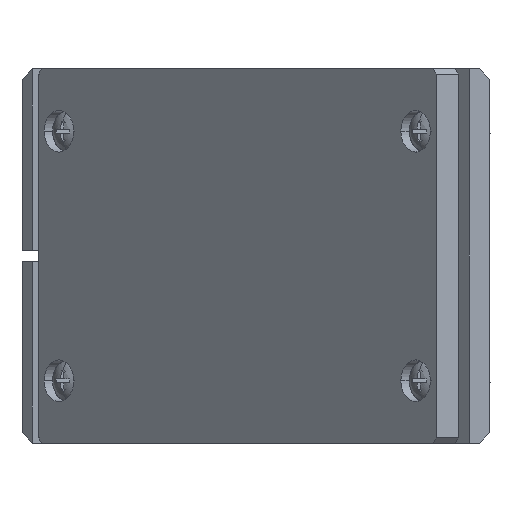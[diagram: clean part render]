
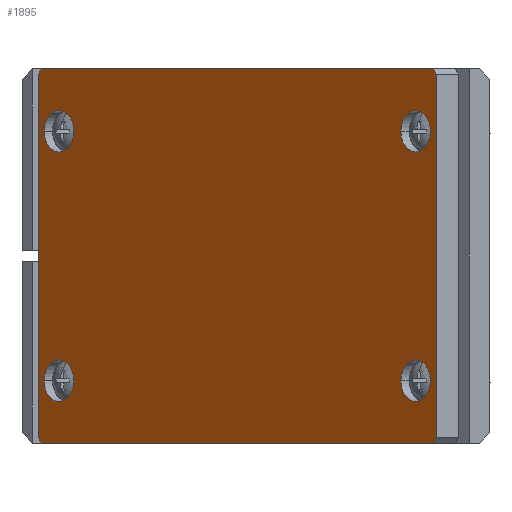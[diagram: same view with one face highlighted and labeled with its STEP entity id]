
A CAD part, left-side view. The second image highlights one B-rep face of the part: STEP entity #1895.
In plain terms, the highlighted planar face has unit normal (-0.707, 0.707, 0).
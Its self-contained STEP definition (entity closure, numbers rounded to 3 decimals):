
#367=FACE_OUTER_BOUND('',#630,.F.);
#496=FACE_BOUND('',#626,.F.);
#497=FACE_BOUND('',#627,.F.);
#498=FACE_BOUND('',#628,.F.);
#499=FACE_BOUND('',#629,.F.);
#626=EDGE_LOOP('',(#1276,#1277));
#627=EDGE_LOOP('',(#1278,#1279));
#628=EDGE_LOOP('',(#1280,#1281));
#629=EDGE_LOOP('',(#1282,#1283));
#630=EDGE_LOOP('',(#1284,#1285,#1286,#1287,#1288,#1289,#1290,#1291));
#1276=ORIENTED_EDGE('',*,*,#3347,.T.);
#1277=ORIENTED_EDGE('',*,*,#3346,.T.);
#1278=ORIENTED_EDGE('',*,*,#3351,.T.);
#1279=ORIENTED_EDGE('',*,*,#3350,.T.);
#1280=ORIENTED_EDGE('',*,*,#3349,.T.);
#1281=ORIENTED_EDGE('',*,*,#3348,.T.);
#1282=ORIENTED_EDGE('',*,*,#3345,.T.);
#1283=ORIENTED_EDGE('',*,*,#3344,.T.);
#1284=ORIENTED_EDGE('',*,*,#3352,.F.);
#1285=ORIENTED_EDGE('',*,*,#3332,.T.);
#1286=ORIENTED_EDGE('',*,*,#3355,.F.);
#1287=ORIENTED_EDGE('',*,*,#3335,.T.);
#1288=ORIENTED_EDGE('',*,*,#3353,.T.);
#1289=ORIENTED_EDGE('',*,*,#3338,.T.);
#1290=ORIENTED_EDGE('',*,*,#3354,.T.);
#1291=ORIENTED_EDGE('',*,*,#3341,.T.);
#1895=ADVANCED_FACE('',(#496,#497,#498,#499,#367),#2060,.T.);
#2060=PLANE('',#4283);
#2514=LINE('',#6296,#2761);
#2517=LINE('',#6299,#2764);
#2520=LINE('',#6302,#2767);
#2523=LINE('',#6305,#2770);
#2526=LINE('',#6316,#2773);
#2527=LINE('',#6317,#2774);
#2528=LINE('',#6318,#2775);
#2529=LINE('',#6319,#2776);
#2761=VECTOR('',#4846,0.707);
#2764=VECTOR('',#4849,0.707);
#2767=VECTOR('',#4852,0.707);
#2770=VECTOR('',#4855,0.707);
#2773=VECTOR('',#4874,35.);
#2774=VECTOR('',#4875,35.);
#2775=VECTOR('',#4876,53.1);
#2776=VECTOR('',#4877,53.1);
#2998=CIRCLE('',#4146,2.);
#2999=CIRCLE('',#4147,2.);
#3000=CIRCLE('',#4148,2.);
#3001=CIRCLE('',#4149,2.);
#3002=CIRCLE('',#4150,2.);
#3003=CIRCLE('',#4151,2.);
#3004=CIRCLE('',#4152,2.);
#3005=CIRCLE('',#4153,2.);
#3332=EDGE_CURVE('',#3734,#3733,#2514,.T.);
#3335=EDGE_CURVE('',#3732,#3731,#2517,.T.);
#3338=EDGE_CURVE('',#3730,#3729,#2520,.T.);
#3341=EDGE_CURVE('',#3728,#3727,#2523,.T.);
#3344=EDGE_CURVE('',#3736,#3735,#2998,.T.);
#3345=EDGE_CURVE('',#3735,#3736,#2999,.T.);
#3346=EDGE_CURVE('',#3742,#3741,#3000,.T.);
#3347=EDGE_CURVE('',#3741,#3742,#3001,.T.);
#3348=EDGE_CURVE('',#3748,#3747,#3002,.T.);
#3349=EDGE_CURVE('',#3747,#3748,#3003,.T.);
#3350=EDGE_CURVE('',#3754,#3753,#3004,.T.);
#3351=EDGE_CURVE('',#3753,#3754,#3005,.T.);
#3352=EDGE_CURVE('',#3734,#3727,#2526,.T.);
#3353=EDGE_CURVE('',#3731,#3730,#2527,.T.);
#3354=EDGE_CURVE('',#3729,#3728,#2528,.T.);
#3355=EDGE_CURVE('',#3732,#3733,#2529,.T.);
#3727=VERTEX_POINT('',#5707);
#3728=VERTEX_POINT('',#5708);
#3729=VERTEX_POINT('',#5709);
#3730=VERTEX_POINT('',#5710);
#3731=VERTEX_POINT('',#5711);
#3732=VERTEX_POINT('',#5712);
#3733=VERTEX_POINT('',#5713);
#3734=VERTEX_POINT('',#5714);
#3735=VERTEX_POINT('',#5715);
#3736=VERTEX_POINT('',#5716);
#3741=VERTEX_POINT('',#5721);
#3742=VERTEX_POINT('',#5722);
#3747=VERTEX_POINT('',#5727);
#3748=VERTEX_POINT('',#5728);
#3753=VERTEX_POINT('',#5733);
#3754=VERTEX_POINT('',#5734);
#4146=AXIS2_PLACEMENT_3D('',#6308,#4858,#4859);
#4147=AXIS2_PLACEMENT_3D('',#6309,#4860,#4861);
#4148=AXIS2_PLACEMENT_3D('',#6310,#4862,#4863);
#4149=AXIS2_PLACEMENT_3D('',#6311,#4864,#4865);
#4150=AXIS2_PLACEMENT_3D('',#6312,#4866,#4867);
#4151=AXIS2_PLACEMENT_3D('',#6313,#4868,#4869);
#4152=AXIS2_PLACEMENT_3D('',#6314,#4870,#4871);
#4153=AXIS2_PLACEMENT_3D('',#6315,#4872,#4873);
#4283=AXIS2_PLACEMENT_3D('',#7003,#5222,#5223);
#4846=DIRECTION('',(0.5,0.5,-0.707));
#4849=DIRECTION('',(0.5,0.5,0.707));
#4852=DIRECTION('',(-0.5,-0.5,0.707));
#4855=DIRECTION('',(-0.5,-0.5,-0.707));
#4858=DIRECTION('',(-0.707,0.707,0.));
#4859=DIRECTION('',(-0.707,-0.707,0.));
#4860=DIRECTION('',(-0.707,0.707,0.));
#4861=DIRECTION('',(0.707,0.707,0.));
#4862=DIRECTION('',(-0.707,0.707,0.));
#4863=DIRECTION('',(-0.707,-0.707,0.));
#4864=DIRECTION('',(-0.707,0.707,0.));
#4865=DIRECTION('',(0.707,0.707,0.));
#4866=DIRECTION('',(-0.707,0.707,0.));
#4867=DIRECTION('',(-0.707,-0.707,0.));
#4868=DIRECTION('',(-0.707,0.707,0.));
#4869=DIRECTION('',(0.707,0.707,0.));
#4870=DIRECTION('',(-0.707,0.707,0.));
#4871=DIRECTION('',(-0.707,-0.707,0.));
#4872=DIRECTION('',(-0.707,0.707,0.));
#4873=DIRECTION('',(0.707,0.707,0.));
#4874=DIRECTION('',(0.,0.,1.));
#4875=DIRECTION('',(0.,0.,1.));
#4876=DIRECTION('',(-0.707,-0.707,0.));
#4877=DIRECTION('',(-0.707,-0.707,0.));
#5222=DIRECTION('',(-0.707,0.707,0.));
#5223=DIRECTION('',(0.,0.,1.));
#5707=CARTESIAN_POINT('',(-1.072,5.171,35.5));
#5708=CARTESIAN_POINT('',(-0.718,5.524,36.));
#5709=CARTESIAN_POINT('',(36.829,43.072,36.));
#5710=CARTESIAN_POINT('',(37.183,43.425,35.5));
#5711=CARTESIAN_POINT('',(37.183,43.425,0.5));
#5712=CARTESIAN_POINT('',(36.829,43.072,0.));
#5713=CARTESIAN_POINT('',(-0.718,5.524,0.));
#5714=CARTESIAN_POINT('',(-1.072,5.171,0.5));
#5715=CARTESIAN_POINT('',(36.617,42.86,30.));
#5716=CARTESIAN_POINT('',(33.789,40.031,30.));
#5721=CARTESIAN_POINT('',(36.617,42.86,6.));
#5722=CARTESIAN_POINT('',(33.789,40.031,6.));
#5727=CARTESIAN_POINT('',(2.322,8.565,6.));
#5728=CARTESIAN_POINT('',(-0.506,5.737,6.));
#5733=CARTESIAN_POINT('',(2.322,8.565,30.));
#5734=CARTESIAN_POINT('',(-0.506,5.737,30.));
#6296=CARTESIAN_POINT('',(-1.072,5.171,0.5));
#6299=CARTESIAN_POINT('',(36.829,43.072,0.));
#6302=CARTESIAN_POINT('',(37.183,43.425,35.5));
#6305=CARTESIAN_POINT('',(-0.718,5.524,36.));
#6308=CARTESIAN_POINT('',(35.203,41.445,30.));
#6309=CARTESIAN_POINT('',(35.203,41.445,30.));
#6310=CARTESIAN_POINT('',(35.203,41.445,6.));
#6311=CARTESIAN_POINT('',(35.203,41.445,6.));
#6312=CARTESIAN_POINT('',(0.908,7.151,6.));
#6313=CARTESIAN_POINT('',(0.908,7.151,6.));
#6314=CARTESIAN_POINT('',(0.908,7.151,30.));
#6315=CARTESIAN_POINT('',(0.908,7.151,30.));
#6316=CARTESIAN_POINT('',(-1.072,5.171,0.5));
#6317=CARTESIAN_POINT('',(37.183,43.425,0.5));
#6318=CARTESIAN_POINT('',(36.829,43.072,36.));
#6319=CARTESIAN_POINT('',(36.829,43.072,0.));
#7003=CARTESIAN_POINT('',(-1.454,4.788,-0.541));
